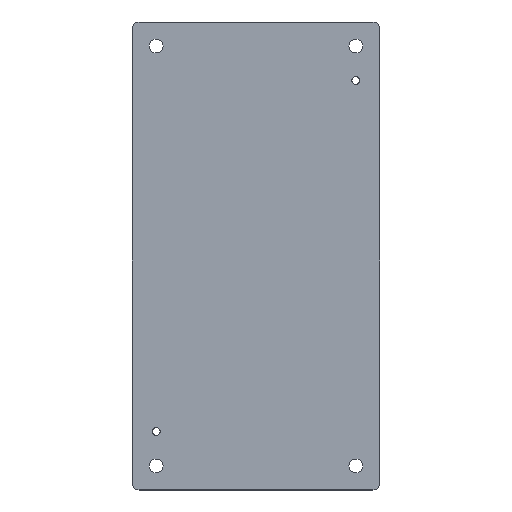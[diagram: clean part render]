
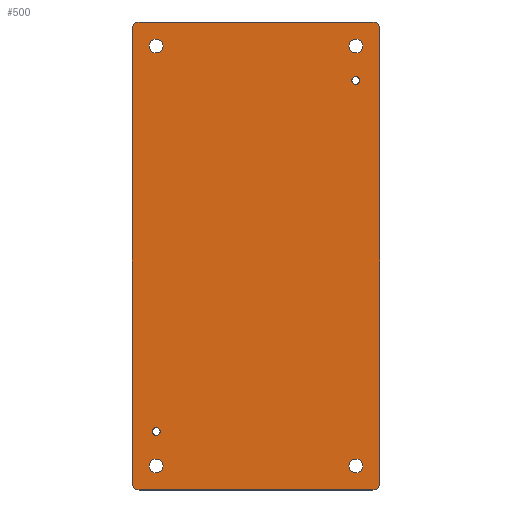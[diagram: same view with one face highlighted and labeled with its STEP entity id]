
A CAD part, top view. The second image highlights one B-rep face of the part: STEP entity #500.
In plain terms, the highlighted planar face has unit normal (0, 0, 1).
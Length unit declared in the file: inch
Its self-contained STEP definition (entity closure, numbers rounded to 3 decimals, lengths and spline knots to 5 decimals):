
#1 = CARTESIAN_POINT ( 'NONE',  ( 4.25, 8.25, 0. ) ) ;
#16 = EDGE_CURVE ( 'NONE', #456, #456, #124, .T. ) ;
#18 = VERTEX_POINT ( 'NONE', #87 ) ;
#23 = EDGE_LOOP ( 'NONE', ( #471, #492, #91, #285, #249, #434, #109, #302 ) ) ;
#25 = AXIS2_PLACEMENT_3D ( 'NONE', #65, #245, #328 ) ;
#27 = ORIENTED_EDGE ( 'NONE', *, *, #16, .T. ) ;
#30 = AXIS2_PLACEMENT_3D ( 'NONE', #178, #306, #446 ) ;
#31 = CARTESIAN_POINT ( 'NONE',  ( 0., 8.5, 0. ) ) ;
#33 = VECTOR ( 'NONE', #267, 39.37008 ) ;
#36 = VERTEX_POINT ( 'NONE', #484 ) ;
#37 = DIRECTION ( 'NONE',  ( 0., 0., 1. ) ) ;
#38 = CARTESIAN_POINT ( 'NONE',  ( -3.625, -7.625, 0. ) ) ;
#39 = CARTESIAN_POINT ( 'NONE',  ( 3.7655, 6.375, 0. ) ) ;
#44 = AXIS2_PLACEMENT_3D ( 'NONE', #440, #37, #221 ) ;
#47 = DIRECTION ( 'NONE',  ( 1., 0., 0. ) ) ;
#48 = DIRECTION ( 'NONE',  ( 0., 0., -1. ) ) ;
#53 = EDGE_CURVE ( 'NONE', #100, #100, #315, .T. ) ;
#55 = VERTEX_POINT ( 'NONE', #394 ) ;
#56 = FACE_BOUND ( 'NONE', #388, .T. ) ;
#58 = ORIENTED_EDGE ( 'NONE', *, *, #119, .T. ) ;
#61 = AXIS2_PLACEMENT_3D ( 'NONE', #229, #404, #359 ) ;
#65 = CARTESIAN_POINT ( 'NONE',  ( 0., 0., 0. ) ) ;
#75 = ORIENTED_EDGE ( 'NONE', *, *, #305, .T. ) ;
#85 = CARTESIAN_POINT ( 'NONE',  ( 4.5, 0., 0. ) ) ;
#87 = CARTESIAN_POINT ( 'NONE',  ( 4.25, 8.5, 0. ) ) ;
#89 = AXIS2_PLACEMENT_3D ( 'NONE', #578, #307, #399 ) ;
#91 = ORIENTED_EDGE ( 'NONE', *, *, #136, .T. ) ;
#92 = DIRECTION ( 'NONE',  ( 1., 0., 0. ) ) ;
#95 = FACE_BOUND ( 'NONE', #344, .T. ) ;
#99 = EDGE_CURVE ( 'NONE', #211, #259, #473, .T. ) ;
#100 = VERTEX_POINT ( 'NONE', #239 ) ;
#109 = ORIENTED_EDGE ( 'NONE', *, *, #165, .T. ) ;
#119 = EDGE_CURVE ( 'NONE', #395, #395, #176, .T. ) ;
#124 = CIRCLE ( 'NONE', #89, 0.25 ) ;
#127 = DIRECTION ( 'NONE',  ( 1., 0., 0. ) ) ;
#128 = DIRECTION ( 'NONE',  ( 1., 0., 0. ) ) ;
#135 = DIRECTION ( 'NONE',  ( 0., 0., 1. ) ) ;
#136 = EDGE_CURVE ( 'NONE', #319, #431, #360, .T. ) ;
#138 = EDGE_LOOP ( 'NONE', ( #387 ) ) ;
#147 = VERTEX_POINT ( 'NONE', #571 ) ;
#162 = CARTESIAN_POINT ( 'NONE',  ( -4.5, -8.25, 0. ) ) ;
#165 = EDGE_CURVE ( 'NONE', #18, #211, #263, .T. ) ;
#176 = CIRCLE ( 'NONE', #497, 0.1405 ) ;
#178 = CARTESIAN_POINT ( 'NONE',  ( -4.25, 8.25, 0. ) ) ;
#187 = DIRECTION ( 'NONE',  ( 1., 0., 0. ) ) ;
#188 = VERTEX_POINT ( 'NONE', #162 ) ;
#206 = CIRCLE ( 'NONE', #510, 0.25 ) ;
#211 = VERTEX_POINT ( 'NONE', #525 ) ;
#216 = DIRECTION ( 'NONE',  ( -1., 0., 0. ) ) ;
#219 = CARTESIAN_POINT ( 'NONE',  ( -3.48435, -6.375, 0. ) ) ;
#221 = DIRECTION ( 'NONE',  ( 1., 0., 0. ) ) ;
#222 = DIRECTION ( 'NONE',  ( 1., 0., 0. ) ) ;
#223 = CARTESIAN_POINT ( 'NONE',  ( -4.25, -8.5, 0. ) ) ;
#228 = DIRECTION ( 'NONE',  ( 1., 0., 0. ) ) ;
#229 = CARTESIAN_POINT ( 'NONE',  ( 3.625, 7.625, 0. ) ) ;
#234 = FACE_OUTER_BOUND ( 'NONE', #23, .T. ) ;
#236 = FACE_BOUND ( 'NONE', #273, .T. ) ;
#239 = CARTESIAN_POINT ( 'NONE',  ( -3.375, -7.625, 0. ) ) ;
#245 = DIRECTION ( 'NONE',  ( 0., 0., 1. ) ) ;
#249 = ORIENTED_EDGE ( 'NONE', *, *, #468, .T. ) ;
#252 = VECTOR ( 'NONE', #222, 39.37008 ) ;
#259 = VERTEX_POINT ( 'NONE', #523 ) ;
#263 = LINE ( 'NONE', #31, #337 ) ;
#265 = CARTESIAN_POINT ( 'NONE',  ( 0., -8.5, 0. ) ) ;
#266 = DIRECTION ( 'NONE',  ( 0., 0., -1. ) ) ;
#267 = DIRECTION ( 'NONE',  ( 0., 1., 0. ) ) ;
#272 = CIRCLE ( 'NONE', #384, 0.25 ) ;
#273 = EDGE_LOOP ( 'NONE', ( #75 ) ) ;
#284 = PLANE ( 'NONE',  #25 ) ;
#285 = ORIENTED_EDGE ( 'NONE', *, *, #310, .T. ) ;
#294 = FACE_BOUND ( 'NONE', #336, .T. ) ;
#299 = CIRCLE ( 'NONE', #44, 0.25 ) ;
#302 = ORIENTED_EDGE ( 'NONE', *, *, #99, .T. ) ;
#305 = EDGE_CURVE ( 'NONE', #358, #358, #549, .T. ) ;
#306 = DIRECTION ( 'NONE',  ( 0., 0., 1. ) ) ;
#307 = DIRECTION ( 'NONE',  ( 0., 0., -1. ) ) ;
#310 = EDGE_CURVE ( 'NONE', #431, #147, #299, .T. ) ;
#315 = CIRCLE ( 'NONE', #453, 0.25 ) ;
#319 = VERTEX_POINT ( 'NONE', #223 ) ;
#320 = LINE ( 'NONE', #323, #498 ) ;
#322 = EDGE_CURVE ( 'NONE', #188, #319, #272, .T. ) ;
#323 = CARTESIAN_POINT ( 'NONE',  ( -4.5, 0., 0. ) ) ;
#328 = DIRECTION ( 'NONE',  ( 1., 0., 0. ) ) ;
#333 = FACE_BOUND ( 'NONE', #138, .T. ) ;
#336 = EDGE_LOOP ( 'NONE', ( #58 ) ) ;
#337 = VECTOR ( 'NONE', #216, 39.37008 ) ;
#341 = EDGE_LOOP ( 'NONE', ( #27 ) ) ;
#344 = EDGE_LOOP ( 'NONE', ( #347 ) ) ;
#345 = EDGE_CURVE ( 'NONE', #533, #533, #428, .T. ) ;
#347 = ORIENTED_EDGE ( 'NONE', *, *, #345, .T. ) ;
#351 = EDGE_CURVE ( 'NONE', #36, #36, #397, .T. ) ;
#358 = VERTEX_POINT ( 'NONE', #219 ) ;
#359 = DIRECTION ( 'NONE',  ( 1., 0., 0. ) ) ;
#360 = LINE ( 'NONE', #265, #252 ) ;
#363 = CARTESIAN_POINT ( 'NONE',  ( -4.25, -8.25, 0. ) ) ;
#369 = AXIS2_PLACEMENT_3D ( 'NONE', #536, #48, #228 ) ;
#384 = AXIS2_PLACEMENT_3D ( 'NONE', #363, #538, #92 ) ;
#387 = ORIENTED_EDGE ( 'NONE', *, *, #351, .T. ) ;
#388 = EDGE_LOOP ( 'NONE', ( #514 ) ) ;
#394 = CARTESIAN_POINT ( 'NONE',  ( 4.5, 8.25, 0. ) ) ;
#395 = VERTEX_POINT ( 'NONE', #39 ) ;
#397 = CIRCLE ( 'NONE', #369, 0.25 ) ;
#398 = EDGE_CURVE ( 'NONE', #55, #18, #206, .T. ) ;
#399 = DIRECTION ( 'NONE',  ( 1., 0., 0. ) ) ;
#404 = DIRECTION ( 'NONE',  ( 0., 0., -1. ) ) ;
#411 = FACE_BOUND ( 'NONE', #341, .T. ) ;
#425 = EDGE_CURVE ( 'NONE', #259, #188, #320, .T. ) ;
#428 = CIRCLE ( 'NONE', #61, 0.25 ) ;
#431 = VERTEX_POINT ( 'NONE', #487 ) ;
#434 = ORIENTED_EDGE ( 'NONE', *, *, #398, .T. ) ;
#436 = CARTESIAN_POINT ( 'NONE',  ( 3.625, 6.375, 0. ) ) ;
#440 = CARTESIAN_POINT ( 'NONE',  ( 4.25, -8.25, 0. ) ) ;
#446 = DIRECTION ( 'NONE',  ( 1., 0., 0. ) ) ;
#453 = AXIS2_PLACEMENT_3D ( 'NONE', #38, #574, #47 ) ;
#456 = VERTEX_POINT ( 'NONE', #502 ) ;
#468 = EDGE_CURVE ( 'NONE', #147, #55, #543, .T. ) ;
#471 = ORIENTED_EDGE ( 'NONE', *, *, #425, .T. ) ;
#473 = CIRCLE ( 'NONE', #30, 0.25 ) ;
#484 = CARTESIAN_POINT ( 'NONE',  ( 3.875, -7.625, 0. ) ) ;
#487 = CARTESIAN_POINT ( 'NONE',  ( 4.25, -8.5, 0. ) ) ;
#488 = DIRECTION ( 'NONE',  ( 0., 0., -1. ) ) ;
#492 = ORIENTED_EDGE ( 'NONE', *, *, #322, .T. ) ;
#497 = AXIS2_PLACEMENT_3D ( 'NONE', #436, #266, #128 ) ;
#498 = VECTOR ( 'NONE', #542, 39.37008 ) ;
#500 = ADVANCED_FACE ( 'NONE', ( #56, #294, #236, #95, #411, #333, #234 ), #284, .T. ) ;
#502 = CARTESIAN_POINT ( 'NONE',  ( -3.375, 7.625, 0. ) ) ;
#510 = AXIS2_PLACEMENT_3D ( 'NONE', #1, #135, #187 ) ;
#514 = ORIENTED_EDGE ( 'NONE', *, *, #53, .T. ) ;
#523 = CARTESIAN_POINT ( 'NONE',  ( -4.5, 8.25, 0. ) ) ;
#525 = CARTESIAN_POINT ( 'NONE',  ( -4.25, 8.5, 0. ) ) ;
#530 = CARTESIAN_POINT ( 'NONE',  ( 3.875, 7.625, 0. ) ) ;
#531 = AXIS2_PLACEMENT_3D ( 'NONE', #573, #488, #127 ) ;
#533 = VERTEX_POINT ( 'NONE', #530 ) ;
#536 = CARTESIAN_POINT ( 'NONE',  ( 3.625, -7.625, 0. ) ) ;
#538 = DIRECTION ( 'NONE',  ( 0., 0., 1. ) ) ;
#542 = DIRECTION ( 'NONE',  ( 0., -1., 0. ) ) ;
#543 = LINE ( 'NONE', #85, #33 ) ;
#549 = CIRCLE ( 'NONE', #531, 0.14065 ) ;
#571 = CARTESIAN_POINT ( 'NONE',  ( 4.5, -8.25, 0. ) ) ;
#573 = CARTESIAN_POINT ( 'NONE',  ( -3.625, -6.375, 0. ) ) ;
#574 = DIRECTION ( 'NONE',  ( 0., 0., -1. ) ) ;
#578 = CARTESIAN_POINT ( 'NONE',  ( -3.625, 7.625, 0. ) ) ;
